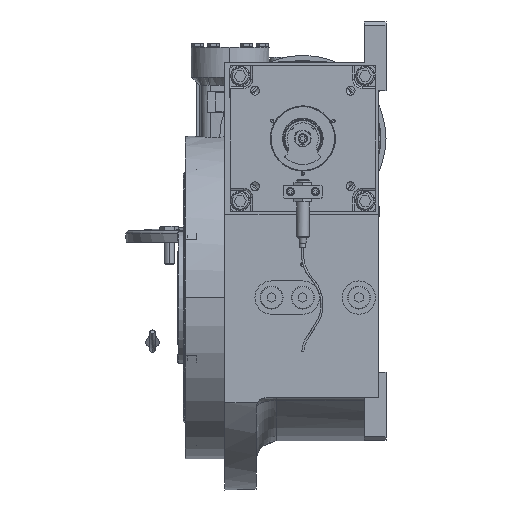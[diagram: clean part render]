
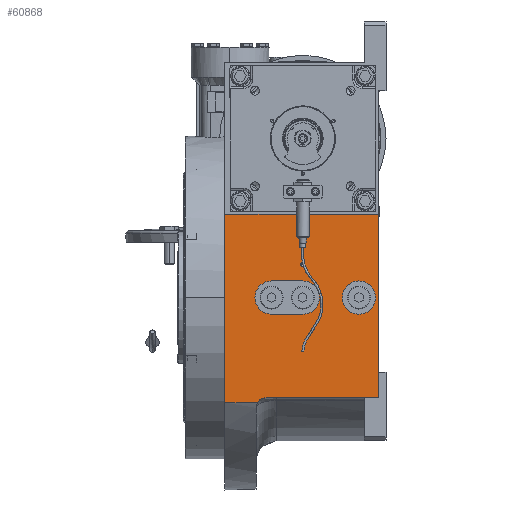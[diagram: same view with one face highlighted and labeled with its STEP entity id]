
A CAD part, left-side view. The second image highlights one B-rep face of the part: STEP entity #60868.
In plain terms, the highlighted planar face has unit normal (-1, 0, 0).
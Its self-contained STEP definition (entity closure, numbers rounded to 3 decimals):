
#1313 = VERTEX_POINT ( 'NONE', #78394 ) ;
#2834 = ORIENTED_EDGE ( 'NONE', *, *, #26495, .T. ) ;
#5649 = CARTESIAN_POINT ( 'NONE',  ( -155., 0., 60. ) ) ;
#6594 = DIRECTION ( 'NONE',  ( 1., 0., 0. ) ) ;
#7922 = DIRECTION ( 'NONE',  ( 0., -1., 0. ) ) ;
#8941 = DIRECTION ( 'NONE',  ( 0., -1., 0. ) ) ;
#8947 = VERTEX_POINT ( 'NONE', #87313 ) ;
#10414 = AXIS2_PLACEMENT_3D ( 'NONE', #5649, #100413, #79224 ) ;
#11000 = VERTEX_POINT ( 'NONE', #96804 ) ;
#11263 = CARTESIAN_POINT ( 'NONE',  ( -155., 75., -100.995 ) ) ;
#11508 = EDGE_CURVE ( 'NONE', #71288, #60738, #78817, .T. ) ;
#11652 = CARTESIAN_POINT ( 'NONE',  ( -155., -54., 0. ) ) ;
#12516 = VERTEX_POINT ( 'NONE', #57021 ) ;
#12760 = CIRCLE ( 'NONE', #30136, 2.1 ) ;
#12926 = VECTOR ( 'NONE', #121119, 1000. ) ;
#13802 = DIRECTION ( 'NONE',  ( 0., -1., 0. ) ) ;
#13870 = EDGE_CURVE ( 'NONE', #86387, #8947, #124184, .T. ) ;
#13953 = CARTESIAN_POINT ( 'NONE',  ( -155., -73., -100.995 ) ) ;
#13961 = VERTEX_POINT ( 'NONE', #34799 ) ;
#18199 = DIRECTION ( 'NONE',  ( 0., -1., 0. ) ) ;
#18465 = CIRCLE ( 'NONE', #64176, 2.1 ) ;
#18576 = VERTEX_POINT ( 'NONE', #111507 ) ;
#18857 = VECTOR ( 'NONE', #52502, 1000. ) ;
#19494 = DIRECTION ( 'NONE',  ( 0., 0., 1. ) ) ;
#20431 = AXIS2_PLACEMENT_3D ( 'NONE', #53366, #85426, #33636 ) ;
#24027 = ORIENTED_EDGE ( 'NONE', *, *, #105982, .T. ) ;
#24833 = FACE_OUTER_BOUND ( 'NONE', #54791, .T. ) ;
#25743 = DIRECTION ( 'NONE',  ( -1., 0., 0. ) ) ;
#26495 = EDGE_CURVE ( 'NONE', #81514, #13961, #107815, .T. ) ;
#29291 = EDGE_CURVE ( 'NONE', #86387, #1313, #123126, .T. ) ;
#30072 = DIRECTION ( 'NONE',  ( -1., 0., 0. ) ) ;
#30136 = AXIS2_PLACEMENT_3D ( 'NONE', #74104, #51591, #93252 ) ;
#31512 = CARTESIAN_POINT ( 'NONE',  ( -155., 75., 80. ) ) ;
#31871 = CIRCLE ( 'NONE', #57916, 16. ) ;
#31876 = CARTESIAN_POINT ( 'NONE',  ( -155., -73., -96. ) ) ;
#32196 = CIRCLE ( 'NONE', #10414, 2.1 ) ;
#33473 = CIRCLE ( 'NONE', #20431, 16. ) ;
#33527 = VERTEX_POINT ( 'NONE', #44983 ) ;
#33539 = ORIENTED_EDGE ( 'NONE', *, *, #13870, .F. ) ;
#33636 = DIRECTION ( 'NONE',  ( 0., 0., -1. ) ) ;
#34078 = VERTEX_POINT ( 'NONE', #83273 ) ;
#34394 = DIRECTION ( 'NONE',  ( -1., 0., 0. ) ) ;
#34799 = CARTESIAN_POINT ( 'NONE',  ( -155., 2.1, 32. ) ) ;
#37044 = PLANE ( 'NONE',  #48706 ) ;
#38864 = VERTEX_POINT ( 'NONE', #95501 ) ;
#43516 = ORIENTED_EDGE ( 'NONE', *, *, #110202, .T. ) ;
#44565 = DIRECTION ( 'NONE',  ( 0., 0., 1. ) ) ;
#44983 = CARTESIAN_POINT ( 'NONE',  ( -155., 0., -16. ) ) ;
#45202 = DIRECTION ( 'NONE',  ( 0., 0., 1. ) ) ;
#46201 = CIRCLE ( 'NONE', #59267, 16. ) ;
#46884 = EDGE_CURVE ( 'NONE', #71288, #8947, #101425, .T. ) ;
#48447 = LINE ( 'NONE', #90071, #100989 ) ;
#48706 = AXIS2_PLACEMENT_3D ( 'NONE', #13953, #34394, #44565 ) ;
#51591 = DIRECTION ( 'NONE',  ( 1., 0., 0. ) ) ;
#51661 = VECTOR ( 'NONE', #78269, 1000. ) ;
#52502 = DIRECTION ( 'NONE',  ( 0., 1., 0. ) ) ;
#53366 = CARTESIAN_POINT ( 'NONE',  ( -155., 0., 0. ) ) ;
#54791 = EDGE_LOOP ( 'NONE', ( #68161, #132213, #127385, #63460, #77830, #33539 ) ) ;
#55708 = ORIENTED_EDGE ( 'NONE', *, *, #112235, .F. ) ;
#55896 = EDGE_LOOP ( 'NONE', ( #129820, #55708 ) ) ;
#57021 = CARTESIAN_POINT ( 'NONE',  ( -155., -38., 0. ) ) ;
#57916 = AXIS2_PLACEMENT_3D ( 'NONE', #132188, #92609, #134176 ) ;
#59059 = EDGE_CURVE ( 'NONE', #1313, #103762, #48447, .T. ) ;
#59073 = DIRECTION ( 'NONE',  ( 0., 1., 0. ) ) ;
#59267 = AXIS2_PLACEMENT_3D ( 'NONE', #132034, #25743, #59073 ) ;
#59695 = CARTESIAN_POINT ( 'NONE',  ( -155., 0., 60. ) ) ;
#60414 = CARTESIAN_POINT ( 'NONE',  ( -155., 30., -16. ) ) ;
#60504 = DIRECTION ( 'NONE',  ( 0., 0.866, 0.5 ) ) ;
#60694 = CARTESIAN_POINT ( 'NONE',  ( -155., 2.1, 60. ) ) ;
#60738 = VERTEX_POINT ( 'NONE', #11263 ) ;
#60868 = ADVANCED_FACE ( 'NONE', ( #78639, #75970, #108018, #77303, #24833 ), #37044, .T. ) ;
#61447 = EDGE_LOOP ( 'NONE', ( #127884, #24027 ) ) ;
#63205 = ORIENTED_EDGE ( 'NONE', *, *, #102886, .F. ) ;
#63460 = ORIENTED_EDGE ( 'NONE', *, *, #11508, .F. ) ;
#64176 = AXIS2_PLACEMENT_3D ( 'NONE', #59695, #6594, #7922 ) ;
#64409 = AXIS2_PLACEMENT_3D ( 'NONE', #132143, #82308, #60504 ) ;
#68161 = ORIENTED_EDGE ( 'NONE', *, *, #29291, .T. ) ;
#70165 = EDGE_CURVE ( 'NONE', #60738, #103762, #109305, .T. ) ;
#70415 = EDGE_LOOP ( 'NONE', ( #43516, #2834 ) ) ;
#71245 = CARTESIAN_POINT ( 'NONE',  ( -155., -73., -96. ) ) ;
#71288 = VERTEX_POINT ( 'NONE', #72043 ) ;
#72043 = CARTESIAN_POINT ( 'NONE',  ( -155., 43.657, -100.995 ) ) ;
#72296 = CARTESIAN_POINT ( 'NONE',  ( -155., -73., -96. ) ) ;
#73992 = VECTOR ( 'NONE', #45202, 1000. ) ;
#74104 = CARTESIAN_POINT ( 'NONE',  ( -155., 0., 32. ) ) ;
#75734 = EDGE_CURVE ( 'NONE', #11000, #33527, #112270, .T. ) ;
#75970 = FACE_BOUND ( 'NONE', #55896, .T. ) ;
#76260 = LINE ( 'NONE', #108327, #51661 ) ;
#77104 = EDGE_CURVE ( 'NONE', #38864, #93892, #76260, .T. ) ;
#77151 = CARTESIAN_POINT ( 'NONE',  ( -155., 0., 32. ) ) ;
#77303 = FACE_BOUND ( 'NONE', #61447, .T. ) ;
#77830 = ORIENTED_EDGE ( 'NONE', *, *, #46884, .T. ) ;
#78269 = DIRECTION ( 'NONE',  ( 0., 1., 0. ) ) ;
#78394 = CARTESIAN_POINT ( 'NONE',  ( -155., -73., 80. ) ) ;
#78639 = FACE_BOUND ( 'NONE', #84149, .T. ) ;
#78817 = LINE ( 'NONE', #131324, #12926 ) ;
#79224 = DIRECTION ( 'NONE',  ( 0., 1., 0. ) ) ;
#80845 = CIRCLE ( 'NONE', #85239, 16. ) ;
#81514 = VERTEX_POINT ( 'NONE', #103554 ) ;
#82308 = DIRECTION ( 'NONE',  ( 1., 0., 0. ) ) ;
#83273 = CARTESIAN_POINT ( 'NONE',  ( -155., -70., 0. ) ) ;
#83560 = VECTOR ( 'NONE', #19494, 1000. ) ;
#83815 = AXIS2_PLACEMENT_3D ( 'NONE', #77151, #118119, #13802 ) ;
#84149 = EDGE_LOOP ( 'NONE', ( #118109, #63205, #96413, #110321 ) ) ;
#85239 = AXIS2_PLACEMENT_3D ( 'NONE', #11652, #30072, #8941 ) ;
#85426 = DIRECTION ( 'NONE',  ( -1., 0., 0. ) ) ;
#86387 = VERTEX_POINT ( 'NONE', #31876 ) ;
#87313 = CARTESIAN_POINT ( 'NONE',  ( -155., 35., -96. ) ) ;
#87893 = VERTEX_POINT ( 'NONE', #60694 ) ;
#89294 = EDGE_CURVE ( 'NONE', #93892, #11000, #31871, .T. ) ;
#90071 = CARTESIAN_POINT ( 'NONE',  ( -155., -73., 80. ) ) ;
#92609 = DIRECTION ( 'NONE',  ( -1., 0., 0. ) ) ;
#93252 = DIRECTION ( 'NONE',  ( 0., 1., 0. ) ) ;
#93892 = VERTEX_POINT ( 'NONE', #127053 ) ;
#95501 = CARTESIAN_POINT ( 'NONE',  ( -155., 0., 16. ) ) ;
#96413 = ORIENTED_EDGE ( 'NONE', *, *, #75734, .F. ) ;
#96804 = CARTESIAN_POINT ( 'NONE',  ( -155., 30., -16. ) ) ;
#100413 = DIRECTION ( 'NONE',  ( 1., 0., 0. ) ) ;
#100440 = EDGE_CURVE ( 'NONE', #34078, #12516, #80845, .T. ) ;
#100989 = VECTOR ( 'NONE', #122137, 1000. ) ;
#101425 = CIRCLE ( 'NONE', #64409, 10. ) ;
#102886 = EDGE_CURVE ( 'NONE', #33527, #38864, #33473, .T. ) ;
#103554 = CARTESIAN_POINT ( 'NONE',  ( -155., -2.1, 32. ) ) ;
#103762 = VERTEX_POINT ( 'NONE', #31512 ) ;
#105982 = EDGE_CURVE ( 'NONE', #18576, #87893, #18465, .T. ) ;
#107815 = CIRCLE ( 'NONE', #83815, 2.1 ) ;
#108018 = FACE_BOUND ( 'NONE', #70415, .T. ) ;
#108327 = CARTESIAN_POINT ( 'NONE',  ( -155., 0., 16. ) ) ;
#109305 = LINE ( 'NONE', #117559, #73992 ) ;
#110202 = EDGE_CURVE ( 'NONE', #13961, #81514, #12760, .T. ) ;
#110321 = ORIENTED_EDGE ( 'NONE', *, *, #89294, .F. ) ;
#111507 = CARTESIAN_POINT ( 'NONE',  ( -155., -2.1, 60. ) ) ;
#112235 = EDGE_CURVE ( 'NONE', #12516, #34078, #46201, .T. ) ;
#112270 = LINE ( 'NONE', #60414, #119215 ) ;
#117559 = CARTESIAN_POINT ( 'NONE',  ( -155., 75., -100.995 ) ) ;
#118109 = ORIENTED_EDGE ( 'NONE', *, *, #77104, .F. ) ;
#118119 = DIRECTION ( 'NONE',  ( 1., 0., 0. ) ) ;
#119215 = VECTOR ( 'NONE', #18199, 1000. ) ;
#120263 = EDGE_CURVE ( 'NONE', #87893, #18576, #32196, .T. ) ;
#121119 = DIRECTION ( 'NONE',  ( 0., 1., 0. ) ) ;
#122137 = DIRECTION ( 'NONE',  ( 0., 1., 0. ) ) ;
#123126 = LINE ( 'NONE', #71245, #83560 ) ;
#124184 = LINE ( 'NONE', #72296, #18857 ) ;
#127053 = CARTESIAN_POINT ( 'NONE',  ( -155., 30., 16. ) ) ;
#127385 = ORIENTED_EDGE ( 'NONE', *, *, #70165, .F. ) ;
#127884 = ORIENTED_EDGE ( 'NONE', *, *, #120263, .T. ) ;
#129820 = ORIENTED_EDGE ( 'NONE', *, *, #100440, .F. ) ;
#131324 = CARTESIAN_POINT ( 'NONE',  ( -155., 43.657, -100.995 ) ) ;
#132034 = CARTESIAN_POINT ( 'NONE',  ( -155., -54., 0. ) ) ;
#132143 = CARTESIAN_POINT ( 'NONE',  ( -155., 35., -106. ) ) ;
#132188 = CARTESIAN_POINT ( 'NONE',  ( -155., 30., 0. ) ) ;
#132213 = ORIENTED_EDGE ( 'NONE', *, *, #59059, .T. ) ;
#134176 = DIRECTION ( 'NONE',  ( 0., 0., 1. ) ) ;
